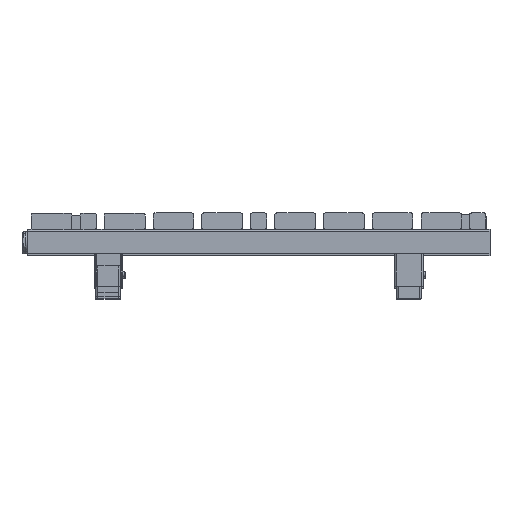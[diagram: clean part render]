
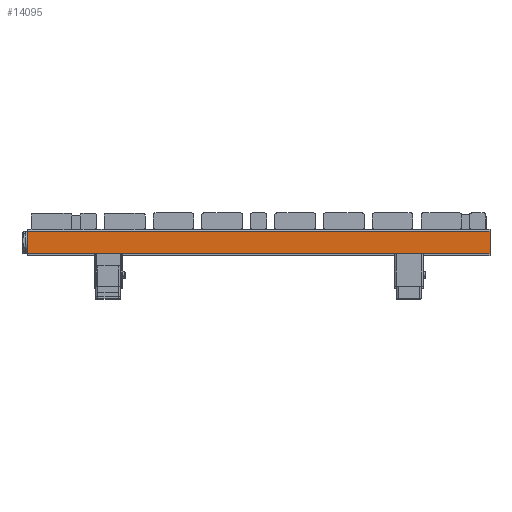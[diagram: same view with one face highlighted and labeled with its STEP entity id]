
A CAD part, top view. The second image highlights one B-rep face of the part: STEP entity #14095.
In plain terms, the highlighted planar face has unit normal (0, 0, 1).
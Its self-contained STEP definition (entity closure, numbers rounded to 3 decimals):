
#688=DIRECTION('',(1.,0.,0.));
#689=VECTOR('',#688,570.);
#690=CARTESIAN_POINT('',(5430.,-15.,1570.));
#691=LINE('',#690,#689);
#852=DIRECTION('',(0.,-1.,0.));
#853=VECTOR('',#852,27.75);
#854=CARTESIAN_POINT('',(6000.,12.75,1570.));
#855=LINE('',#854,#853);
#859=DIRECTION('',(0.,1.,0.));
#860=VECTOR('',#859,27.75);
#861=CARTESIAN_POINT('',(5430.,-15.,1570.));
#862=LINE('',#861,#860);
#866=DIRECTION('',(1.,0.,0.));
#867=VECTOR('',#866,570.);
#868=CARTESIAN_POINT('',(5430.,12.75,1570.));
#869=LINE('',#868,#867);
#11544=CARTESIAN_POINT('',(6000.,12.75,1570.));
#11546=VERTEX_POINT('',#11544);
#11552=CARTESIAN_POINT('',(5430.,12.75,1570.));
#11554=VERTEX_POINT('',#11552);
#12507=CARTESIAN_POINT('',(6000.,-15.,1570.));
#12509=VERTEX_POINT('',#12507);
#12513=CARTESIAN_POINT('',(5430.,-15.,1570.));
#12514=VERTEX_POINT('',#12513);
#14083=CARTESIAN_POINT('',(0.,12.75,1570.));
#14084=DIRECTION('',(0.,0.,1.));
#14085=DIRECTION('',(0.,-1.,0.));
#14086=AXIS2_PLACEMENT_3D('',#14083,#14084,#14085);
#14087=PLANE('',#14086);
#14088=ORIENTED_EDGE('',*,*,#13998,.T.);
#14089=ORIENTED_EDGE('',*,*,#13950,.F.);
#14090=ORIENTED_EDGE('',*,*,#14052,.T.);
#14092=ORIENTED_EDGE('',*,*,#14091,.T.);
#14093=EDGE_LOOP('',(#14088,#14089,#14090,#14092));
#14094=FACE_OUTER_BOUND('',#14093,.F.);
#13950=EDGE_CURVE('',#12514,#12509,#691,.T.);
#13998=EDGE_CURVE('',#11546,#12509,#855,.T.);
#14052=EDGE_CURVE('',#12514,#11554,#862,.T.);
#14091=EDGE_CURVE('',#11554,#11546,#869,.T.);
#14095=ADVANCED_FACE('',(#14094),#14087,.T.);
